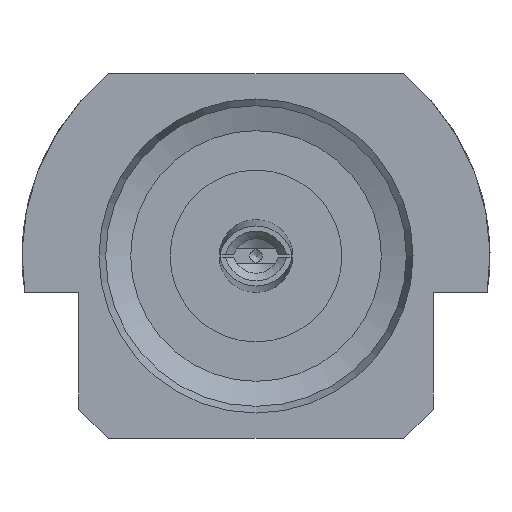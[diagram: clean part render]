
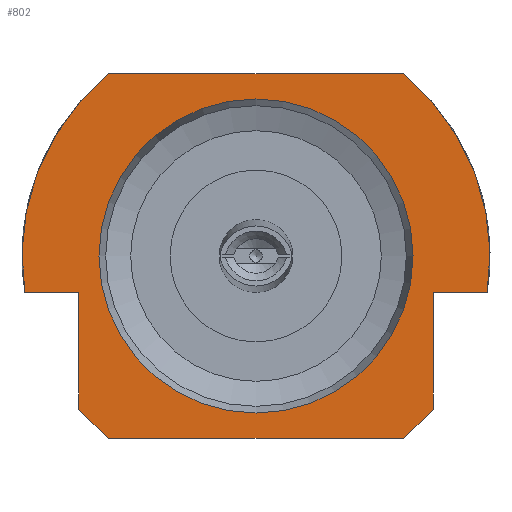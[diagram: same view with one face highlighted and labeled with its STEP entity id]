
A CAD part, front view. The second image highlights one B-rep face of the part: STEP entity #802.
In plain terms, the highlighted planar face has unit normal (0, -1, 0).
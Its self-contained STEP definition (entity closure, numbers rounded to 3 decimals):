
#36=FACE_BOUND('',#119,.T.);
#42=PLANE('',#867);
#69=FACE_OUTER_BOUND('',#118,.T.);
#118=EDGE_LOOP('',(#550,#551,#552,#553,#554,#555,#556,#557,#558,#559));
#119=EDGE_LOOP('',(#560));
#170=LINE('',#1229,#237);
#171=LINE('',#1233,#238);
#172=LINE('',#1237,#239);
#173=LINE('',#1239,#240);
#174=LINE('',#1243,#241);
#175=LINE('',#1246,#242);
#237=VECTOR('',#972,1.122);
#238=VECTOR('',#975,2.828);
#239=VECTOR('',#978,1.122);
#240=VECTOR('',#979,0.521);
#241=VECTOR('',#982,2.828);
#242=VECTOR('',#985,0.521);
#306=CIRCLE('',#868,2.25);
#307=CIRCLE('',#869,2.25);
#308=CIRCLE('',#870,2.25);
#309=CIRCLE('',#871,2.25);
#310=CIRCLE('',#872,1.51);
#347=VERTEX_POINT('',#1227);
#348=VERTEX_POINT('',#1228);
#349=VERTEX_POINT('',#1230);
#350=VERTEX_POINT('',#1232);
#351=VERTEX_POINT('',#1234);
#352=VERTEX_POINT('',#1236);
#353=VERTEX_POINT('',#1238);
#354=VERTEX_POINT('',#1240);
#355=VERTEX_POINT('',#1242);
#356=VERTEX_POINT('',#1244);
#357=VERTEX_POINT('',#1247);
#428=EDGE_CURVE('',#347,#348,#170,.T.);
#429=EDGE_CURVE('',#348,#349,#306,.T.);
#430=EDGE_CURVE('',#349,#350,#171,.T.);
#431=EDGE_CURVE('',#350,#351,#307,.T.);
#432=EDGE_CURVE('',#351,#352,#172,.T.);
#433=EDGE_CURVE('',#352,#353,#173,.T.);
#434=EDGE_CURVE('',#353,#354,#308,.T.);
#435=EDGE_CURVE('',#354,#355,#174,.T.);
#436=EDGE_CURVE('',#355,#356,#309,.T.);
#437=EDGE_CURVE('',#356,#347,#175,.T.);
#438=EDGE_CURVE('',#357,#357,#310,.T.);
#550=ORIENTED_EDGE('',*,*,#428,.T.);
#551=ORIENTED_EDGE('',*,*,#429,.T.);
#552=ORIENTED_EDGE('',*,*,#430,.T.);
#553=ORIENTED_EDGE('',*,*,#431,.T.);
#554=ORIENTED_EDGE('',*,*,#432,.T.);
#555=ORIENTED_EDGE('',*,*,#433,.T.);
#556=ORIENTED_EDGE('',*,*,#434,.T.);
#557=ORIENTED_EDGE('',*,*,#435,.T.);
#558=ORIENTED_EDGE('',*,*,#436,.T.);
#559=ORIENTED_EDGE('',*,*,#437,.T.);
#560=ORIENTED_EDGE('',*,*,#438,.T.);
#802=ADVANCED_FACE('',(#69,#36),#42,.T.);
#867=AXIS2_PLACEMENT_3D('',#1226,#970,#971);
#868=AXIS2_PLACEMENT_3D('',#1231,#973,#974);
#869=AXIS2_PLACEMENT_3D('',#1235,#976,#977);
#870=AXIS2_PLACEMENT_3D('',#1241,#980,#981);
#871=AXIS2_PLACEMENT_3D('',#1245,#983,#984);
#872=AXIS2_PLACEMENT_3D('',#1248,#986,#987);
#970=DIRECTION('center_axis',(0.,-1.,0.));
#971=DIRECTION('ref_axis',(1.,0.,0.));
#972=DIRECTION('',(0.,0.,-1.));
#973=DIRECTION('center_axis',(0.,-1.,0.));
#974=DIRECTION('ref_axis',(-0.756,0.,-0.654));
#975=DIRECTION('',(1.,0.,0.));
#976=DIRECTION('center_axis',(0.,-1.,0.));
#977=DIRECTION('ref_axis',(0.629,0.,-0.778));
#978=DIRECTION('',(0.,0.,1.));
#979=DIRECTION('',(1.,0.,0.));
#980=DIRECTION('center_axis',(0.,-1.,0.));
#981=DIRECTION('ref_axis',(0.988,0.,-0.156));
#982=DIRECTION('',(-1.,0.,0.));
#983=DIRECTION('center_axis',(0.,-1.,0.));
#984=DIRECTION('ref_axis',(-0.629,0.,0.778));
#985=DIRECTION('',(1.,0.,0.));
#986=DIRECTION('center_axis',(0.,1.,0.));
#987=DIRECTION('ref_axis',(0.,0.,1.));
#1226=CARTESIAN_POINT('Origin',(0.,-4.432,0.35));
#1227=CARTESIAN_POINT('',(-1.702,-4.432,0.));
#1228=CARTESIAN_POINT('',(-1.702,-4.432,-1.122));
#1229=CARTESIAN_POINT('',(-1.702,-4.432,0.));
#1230=CARTESIAN_POINT('',(-1.414,-4.432,-1.4));
#1231=CARTESIAN_POINT('Origin',(0.,-4.432,0.35));
#1232=CARTESIAN_POINT('',(1.414,-4.432,-1.4));
#1233=CARTESIAN_POINT('',(-1.414,-4.432,-1.4));
#1234=CARTESIAN_POINT('',(1.702,-4.432,-1.122));
#1235=CARTESIAN_POINT('Origin',(0.,-4.432,0.35));
#1236=CARTESIAN_POINT('',(1.702,-4.432,0.));
#1237=CARTESIAN_POINT('',(1.702,-4.432,-1.122));
#1238=CARTESIAN_POINT('',(2.223,-4.432,0.));
#1239=CARTESIAN_POINT('',(1.702,-4.432,0.));
#1240=CARTESIAN_POINT('',(1.414,-4.432,2.1));
#1241=CARTESIAN_POINT('Origin',(0.,-4.432,0.35));
#1242=CARTESIAN_POINT('',(-1.414,-4.432,2.1));
#1243=CARTESIAN_POINT('',(1.414,-4.432,2.1));
#1244=CARTESIAN_POINT('',(-2.223,-4.432,0.));
#1245=CARTESIAN_POINT('Origin',(0.,-4.432,0.35));
#1246=CARTESIAN_POINT('',(-2.223,-4.432,0.));
#1247=CARTESIAN_POINT('',(0.,-4.432,-1.16));
#1248=CARTESIAN_POINT('Origin',(0.,-4.432,0.35));
